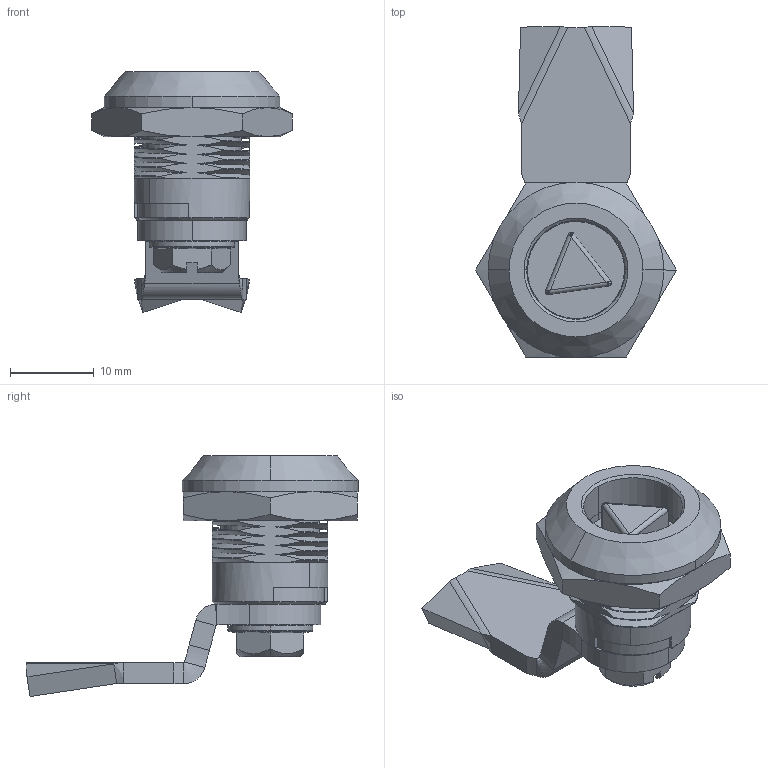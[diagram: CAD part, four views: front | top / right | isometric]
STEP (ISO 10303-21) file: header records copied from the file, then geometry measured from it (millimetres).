
FILE_DESCRIPTION (( 'STEP AP203' ), '1' );
FILE_NAME ('KY67.1.5.3024 (2).STEP', '2022-09-07T07:49:22', ( '' ), ( '' ), 'SwSTEP 2.0', 'SolidWorks 2021', '' );
FILE_SCHEMA (( 'CONFIG_CONTROL_DESIGN' ));
Length unit declared in the file: millimetre
Products named in the file (1): KY67.1.5.3024 (2)
Bounding box: 24.02 x 39.68 x 28.8 mm (x, y, z)
Surface area: 3865.9 mm2 (no closed solid volume)
Topology: 0 solids, 8 shells, 244 faces, 760 edges, 503 vertices
Faces by surface type: plane 80, cylinder 58, bspline 55, cone 29, torus 22
Entity records: 20864 total; most frequent: CARTESIAN_POINT 15078, ORIENTED_EDGE 1279, DIRECTION 934, EDGE_CURVE 751, VERTEX_POINT 503, AXIS2_PLACEMENT_3D 352, B_SPLINE_CURVE_WITH_KNOTS 305, EDGE_LOOP 251
